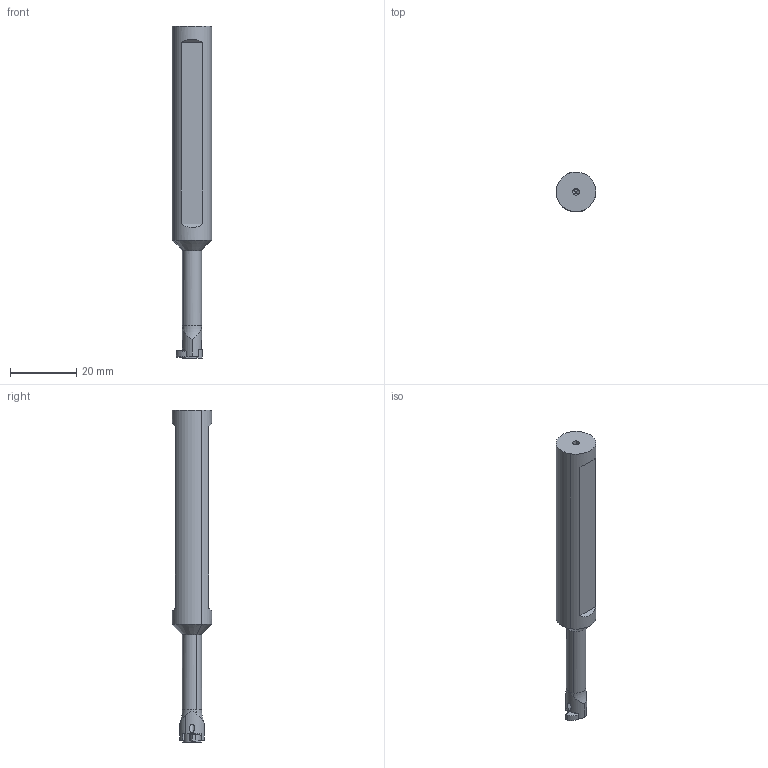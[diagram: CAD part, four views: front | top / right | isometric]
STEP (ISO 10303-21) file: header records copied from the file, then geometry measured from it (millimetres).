
FILE_DESCRIPTION(('CATIA V5 STEP Exchange','CAx-IF Rec.Pracs.--- Model Styling and Organization---1.2---2011-12-15'),'2;1');
FILE_NAME('TMIHN 12C-32-8-L.stp','2019-09-06T01:39:51+00:00',('none'),('none'),'CATIA Version 5 Release 21 SP 5 (IN-10)','CATIA V5 STEP AP214','none');
FILE_SCHEMA(('AUTOMOTIVE_DESIGN { 1 0 10303 214 1 1 1 1 }'));
Length unit declared in the file: millimetre
Products named in the file (1): TMIHN 12C-32-8
Bounding box: 12 x 12 x 100.55 mm (x, y, z)
Volume: 7621.8 mm3; surface area: 4019.2 mm2
Topology: 2 solids, 2 shells, 61 faces, 174 edges, 123 vertices
Faces by surface type: cylinder 29, plane 24, cone 4, torus 4
Entity records: 2230 total; most frequent: CARTESIAN_POINT 731, ORIENTED_EDGE 340, DIRECTION 222, EDGE_CURVE 170, VERTEX_POINT 118, AXIS2_PLACEMENT_3D 97, VECTOR 78, LINE 78
